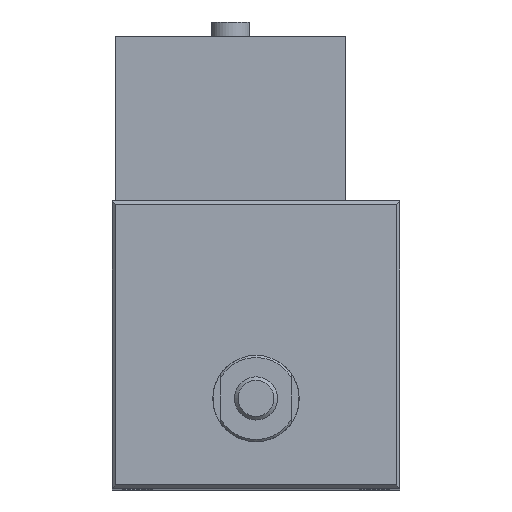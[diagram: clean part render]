
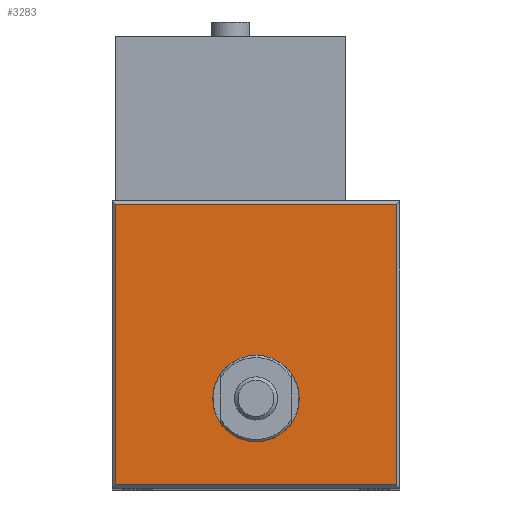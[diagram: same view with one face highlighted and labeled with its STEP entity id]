
A CAD part, top view. The second image highlights one B-rep face of the part: STEP entity #3283.
In plain terms, the highlighted planar face has unit normal (0, 0, 1).
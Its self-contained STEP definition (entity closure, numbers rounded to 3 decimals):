
#140=CIRCLE('',#3468,6.);
#433=ORIENTED_EDGE('',*,*,#941,.F.);
#434=ORIENTED_EDGE('',*,*,#942,.F.);
#435=ORIENTED_EDGE('',*,*,#943,.F.);
#436=ORIENTED_EDGE('',*,*,#944,.F.);
#437=ORIENTED_EDGE('',*,*,#907,.T.);
#907=EDGE_CURVE('',#1190,#1190,#140,.T.);
#941=EDGE_CURVE('',#1211,#1212,#1399,.T.);
#942=EDGE_CURVE('',#1213,#1211,#1400,.T.);
#943=EDGE_CURVE('',#1214,#1213,#1401,.T.);
#944=EDGE_CURVE('',#1212,#1214,#1402,.T.);
#1190=VERTEX_POINT('',#4549);
#1211=VERTEX_POINT('',#4629);
#1212=VERTEX_POINT('',#4630);
#1213=VERTEX_POINT('',#4632);
#1214=VERTEX_POINT('',#4634);
#1399=LINE('',#4628,#1599);
#1400=LINE('',#4631,#1600);
#1401=LINE('',#4633,#1601);
#1402=LINE('',#4635,#1602);
#1599=VECTOR('',#3936,1000.);
#1600=VECTOR('',#3937,1000.);
#1601=VECTOR('',#3938,1000.);
#1602=VECTOR('',#3939,1000.);
#1816=EDGE_LOOP('',(#433,#434,#435,#436));
#1817=EDGE_LOOP('',(#437));
#2022=FACE_BOUND('',#1816,.T.);
#2023=FACE_BOUND('',#1817,.T.);
#2169=PLANE('',#3493);
#3283=ADVANCED_FACE('',(#2022,#2023),#2169,.T.);
#3468=AXIS2_PLACEMENT_3D('',#4548,#3866,#3867);
#3493=AXIS2_PLACEMENT_3D('',#4627,#3934,#3935);
#3866=DIRECTION('',(0.,0.,-1.));
#3867=DIRECTION('',(0.,-1.,0.));
#3934=DIRECTION('',(0.,0.,1.));
#3935=DIRECTION('',(1.,0.,0.));
#3936=DIRECTION('',(-1.,0.,0.));
#3937=DIRECTION('',(0.,-1.,0.));
#3938=DIRECTION('',(1.,0.,0.));
#3939=DIRECTION('',(0.,1.,0.));
#4548=CARTESIAN_POINT('',(0.,-7.5,61.));
#4549=CARTESIAN_POINT('',(0.,-13.5,61.));
#4627=CARTESIAN_POINT('',(0.,0.,61.));
#4628=CARTESIAN_POINT('',(-10.,-19.5,61.));
#4629=CARTESIAN_POINT('',(19.5,-19.5,61.));
#4630=CARTESIAN_POINT('',(-19.5,-19.5,61.));
#4631=CARTESIAN_POINT('',(19.5,-10.,61.));
#4632=CARTESIAN_POINT('',(19.5,19.5,61.));
#4633=CARTESIAN_POINT('',(10.,19.5,61.));
#4634=CARTESIAN_POINT('',(-19.5,19.5,61.));
#4635=CARTESIAN_POINT('',(-19.5,10.,61.));
